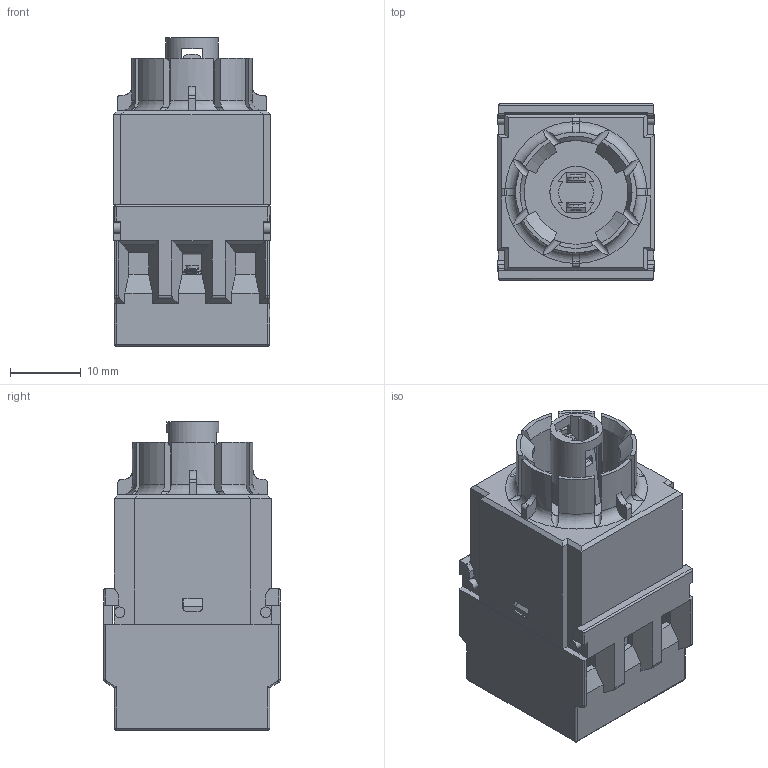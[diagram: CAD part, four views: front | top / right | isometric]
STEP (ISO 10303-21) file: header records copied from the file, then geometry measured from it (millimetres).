
FILE_DESCRIPTION(/* description */ (''),/* implementation_level */ '2;1');
FILE_NAME(/* name */ 'BL5K_ipt.stp',/* time_stamp */ '2014-12-18T14:15:52+01:00',/* author */ ('thagel'),/* organization */ (''),/* preprocessor_version */ 'ST-DEVELOPER v15.2',/* originating_system */ 'Autodesk Inventor 2014',/* authorisation */ '');
FILE_SCHEMA (('AUTOMOTIVE_DESIGN { 1 0 10303 214 3 1 1 }'));
Products named in the file (1): 3D-Zeichnungen vereinfacht für Kunden
Bounding box: 22.2 x 25 x 43.65 mm (x, y, z)
Volume: 13857.2 mm3; surface area: 10393.5 mm2
Topology: 1 solids, 6 shells, 1600 faces, 4604 edges, 3003 vertices
Faces by surface type: plane 1348, cylinder 185, torus 26, cone 21, bspline 12, sphere 8
Full cylindrical faces by diameter (mm): 1.5 x4, 1.7 x2, 2.3 x2, 4 x6, 7.4 x1, 14.7 x1
Entity records: 55930 total; most frequent: CARTESIAN_POINT 12905, ORIENTED_EDGE 9094, DIRECTION 7860, EDGE_CURVE 4545, LINE 3888, VECTOR 3888, VERTEX_POINT 2985, AXIS2_PLACEMENT_3D 1986
